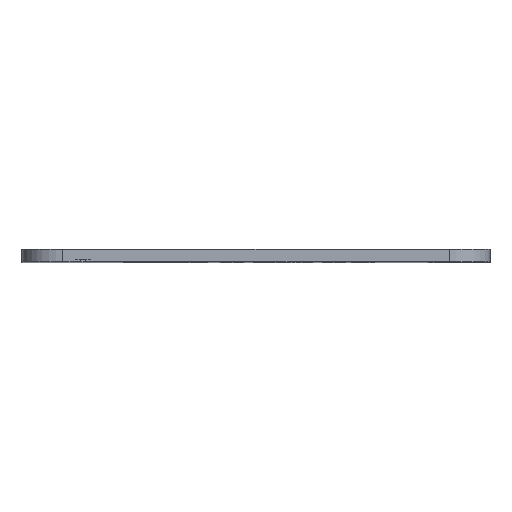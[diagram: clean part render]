
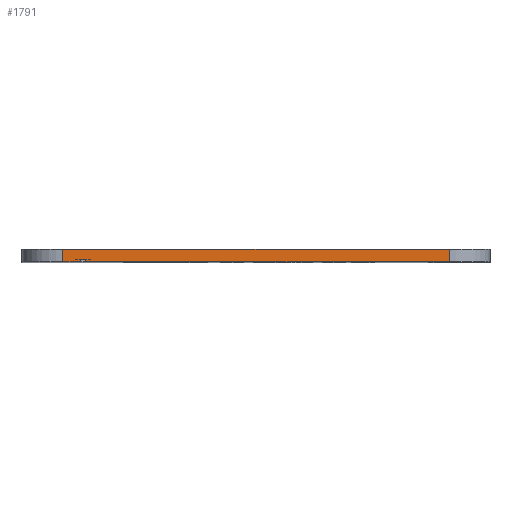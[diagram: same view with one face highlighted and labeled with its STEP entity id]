
A CAD part, top view. The second image highlights one B-rep face of the part: STEP entity #1791.
In plain terms, the highlighted planar face has unit normal (0, 0, 1).
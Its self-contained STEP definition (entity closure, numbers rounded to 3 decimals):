
#23=LINE('',#2757,#79);
#24=LINE('',#2763,#80);
#25=LINE('',#2766,#81);
#29=LINE('',#2790,#85);
#30=LINE('',#2792,#86);
#31=LINE('',#2794,#87);
#32=LINE('',#2796,#88);
#33=LINE('',#2797,#89);
#79=VECTOR('',#2193,10.);
#80=VECTOR('',#2200,10.);
#81=VECTOR('',#2203,10.);
#85=VECTOR('',#2229,10.);
#86=VECTOR('',#2230,10.);
#87=VECTOR('',#2231,10.);
#88=VECTOR('',#2232,10.);
#89=VECTOR('',#2233,10.);
#139=PLANE('',#1931);
#353=FACE_OUTER_BOUND('',#463,.T.);
#463=EDGE_LOOP('',(#1311,#1312,#1313,#1314,#1315,#1316,#1317,#1318));
#896=VERTEX_POINT('',#2755);
#897=VERTEX_POINT('',#2756);
#899=VERTEX_POINT('',#2762);
#900=VERTEX_POINT('',#2764);
#909=VERTEX_POINT('',#2789);
#910=VERTEX_POINT('',#2791);
#911=VERTEX_POINT('',#2793);
#912=VERTEX_POINT('',#2795);
#1080=EDGE_CURVE('',#896,#897,#23,.T.);
#1083=EDGE_CURVE('',#899,#896,#24,.T.);
#1085=EDGE_CURVE('',#897,#900,#25,.T.);
#1095=EDGE_CURVE('',#900,#909,#29,.T.);
#1096=EDGE_CURVE('',#910,#909,#30,.T.);
#1097=EDGE_CURVE('',#911,#910,#31,.T.);
#1098=EDGE_CURVE('',#912,#911,#32,.T.);
#1099=EDGE_CURVE('',#912,#899,#33,.T.);
#1311=ORIENTED_EDGE('',*,*,#1083,.T.);
#1312=ORIENTED_EDGE('',*,*,#1080,.T.);
#1313=ORIENTED_EDGE('',*,*,#1085,.T.);
#1314=ORIENTED_EDGE('',*,*,#1095,.T.);
#1315=ORIENTED_EDGE('',*,*,#1096,.F.);
#1316=ORIENTED_EDGE('',*,*,#1097,.F.);
#1317=ORIENTED_EDGE('',*,*,#1098,.F.);
#1318=ORIENTED_EDGE('',*,*,#1099,.T.);
#1791=ADVANCED_FACE('',(#353),#139,.T.);
#1931=AXIS2_PLACEMENT_3D('',#2788,#2227,#2228);
#2193=DIRECTION('',(1.,0.,0.));
#2200=DIRECTION('',(0.,1.,0.));
#2203=DIRECTION('',(0.,-1.,0.));
#2227=DIRECTION('center_axis',(0.,0.,1.));
#2228=DIRECTION('ref_axis',(1.,0.,0.));
#2229=DIRECTION('',(1.,0.,0.));
#2230=DIRECTION('',(0.,-1.,0.));
#2231=DIRECTION('',(1.,0.,0.));
#2232=DIRECTION('',(0.,1.,0.));
#2233=DIRECTION('',(1.,0.,0.));
#2755=CARTESIAN_POINT('',(-59.634,0.5,66.5));
#2756=CARTESIAN_POINT('',(-58.366,0.5,66.5));
#2757=CARTESIAN_POINT('',(-66.5,0.5,66.5));
#2762=CARTESIAN_POINT('',(-59.634,0.,66.5));
#2763=CARTESIAN_POINT('',(-59.634,0.,66.5));
#2764=CARTESIAN_POINT('',(-58.366,0.,66.5));
#2766=CARTESIAN_POINT('',(-58.366,0.,66.5));
#2788=CARTESIAN_POINT('Origin',(-74.,0.,66.5));
#2789=CARTESIAN_POINT('',(31.,0.,66.5));
#2790=CARTESIAN_POINT('',(-74.,0.,66.5));
#2791=CARTESIAN_POINT('',(31.,3.,66.5));
#2792=CARTESIAN_POINT('',(31.,0.,66.5));
#2793=CARTESIAN_POINT('',(-64.,3.,66.5));
#2794=CARTESIAN_POINT('',(-74.,3.,66.5));
#2795=CARTESIAN_POINT('',(-64.,0.,66.5));
#2796=CARTESIAN_POINT('',(-64.,0.,66.5));
#2797=CARTESIAN_POINT('',(-74.,0.,66.5));
